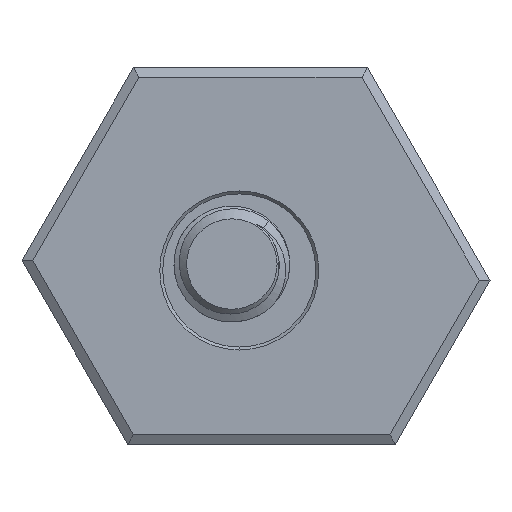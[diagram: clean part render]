
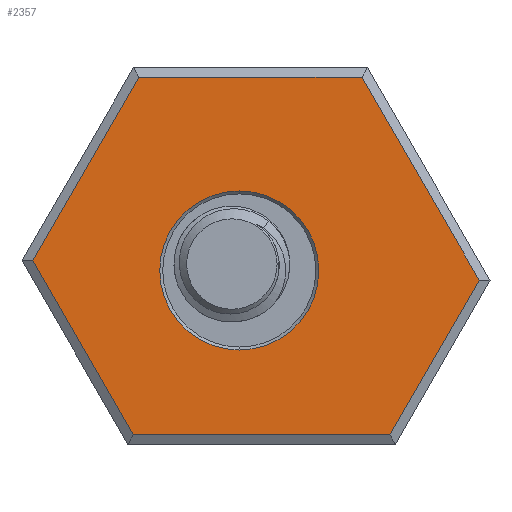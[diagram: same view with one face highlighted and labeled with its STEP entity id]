
A CAD part, front view. The second image highlights one B-rep face of the part: STEP entity #2357.
In plain terms, the highlighted planar face has unit normal (0, -1, 0).
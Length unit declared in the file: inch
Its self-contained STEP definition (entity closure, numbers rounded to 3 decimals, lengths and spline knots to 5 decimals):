
#7 = CIRCLE ( 'NONE', #8504, 0.3245 ) ;
#514 = CARTESIAN_POINT ( 'NONE',  ( 0.22281, 0., -1.34911 ) ) ;
#575 = EDGE_CURVE ( 'NONE', #7897, #7930, #4257, .T. ) ;
#1103 = FACE_BOUND ( 'NONE', #9116, .T. ) ;
#1225 = CARTESIAN_POINT ( 'NONE',  ( 0., 0., 0. ) ) ;
#1417 = VERTEX_POINT ( 'NONE', #4063 ) ;
#1545 = CARTESIAN_POINT ( 'NONE',  ( 0., 0., 0.3245 ) ) ;
#1631 = LINE ( 'NONE', #5427, #7463 ) ;
#2207 = ORIENTED_EDGE ( 'NONE', *, *, #2237, .T. ) ;
#2237 = EDGE_CURVE ( 'NONE', #7930, #2804, #4594, .T. ) ;
#2357 = ADVANCED_FACE ( 'NONE', ( #8763, #1103 ), #5084, .T. ) ;
#2413 = ORIENTED_EDGE ( 'NONE', *, *, #9679, .T. ) ;
#2645 = DIRECTION ( 'NONE',  ( 0., 0., -1. ) ) ;
#2804 = VERTEX_POINT ( 'NONE', #7335 ) ;
#2817 = VERTEX_POINT ( 'NONE', #12023 ) ;
#2881 = DIRECTION ( 'NONE',  ( 0., 0., -1. ) ) ;
#3498 = DIRECTION ( 'NONE',  ( 0.5, 0., 0.866 ) ) ;
#3647 = DIRECTION ( 'NONE',  ( -0.5, 0., 0.866 ) ) ;
#3759 = VERTEX_POINT ( 'NONE', #1545 ) ;
#3881 = VECTOR ( 'NONE', #11017, 39.37008 ) ;
#4063 = CARTESIAN_POINT ( 'NONE',  ( -0.40994, 0., 0.78877 ) ) ;
#4115 = DIRECTION ( 'NONE',  ( -0.5, 0., 0.866 ) ) ;
#4257 = LINE ( 'NONE', #514, #11148 ) ;
#4260 = AXIS2_PLACEMENT_3D ( 'NONE', #11309, #5792, #2645 ) ;
#4435 = EDGE_LOOP ( 'NONE', ( #2207, #4794, #12061, #7945, #7818, #11463 ) ) ;
#4594 = LINE ( 'NONE', #7614, #11732 ) ;
#4640 = EDGE_CURVE ( 'NONE', #7897, #2817, #8178, .T. ) ;
#4794 = ORIENTED_EDGE ( 'NONE', *, *, #8709, .T. ) ;
#4837 = DIRECTION ( 'NONE',  ( 0., -1., 0. ) ) ;
#5084 = PLANE ( 'NONE',  #5272 ) ;
#5180 = VECTOR ( 'NONE', #4115, 39.37008 ) ;
#5272 = AXIS2_PLACEMENT_3D ( 'NONE', #1225, #4837, #2881 ) ;
#5379 = EDGE_CURVE ( 'NONE', #2817, #11624, #10811, .T. ) ;
#5427 = CARTESIAN_POINT ( 'NONE',  ( 0., 0., 0.78877 ) ) ;
#5792 = DIRECTION ( 'NONE',  ( 0., 1., 0. ) ) ;
#5943 = CARTESIAN_POINT ( 'NONE',  ( -0.05233, 0., -1.32943 ) ) ;
#5954 = DIRECTION ( 'NONE',  ( 0., 0., -1. ) ) ;
#7335 = CARTESIAN_POINT ( 'NONE',  ( 0.50086, 0., 0.78877 ) ) ;
#7463 = VECTOR ( 'NONE', #10052, 39.37008 ) ;
#7469 = DIRECTION ( 'NONE',  ( 0.5, 0., 0.866 ) ) ;
#7614 = CARTESIAN_POINT ( 'NONE',  ( 1.27977, 0., -0.56034 ) ) ;
#7818 = ORIENTED_EDGE ( 'NONE', *, *, #4640, .F. ) ;
#7897 = VERTEX_POINT ( 'NONE', #9106 ) ;
#7930 = VERTEX_POINT ( 'NONE', #10115 ) ;
#7945 = ORIENTED_EDGE ( 'NONE', *, *, #5379, .F. ) ;
#8178 = LINE ( 'NONE', #12037, #3881 ) ;
#8504 = AXIS2_PLACEMENT_3D ( 'NONE', #9754, #9690, #5954 ) ;
#8616 = CARTESIAN_POINT ( 'NONE',  ( -1.17748, 0., -0.54065 ) ) ;
#8709 = EDGE_CURVE ( 'NONE', #2804, #1417, #1631, .T. ) ;
#8763 = FACE_OUTER_BOUND ( 'NONE', #4435, .T. ) ;
#8857 = ORIENTED_EDGE ( 'NONE', *, *, #10671, .T. ) ;
#9106 = CARTESIAN_POINT ( 'NONE',  ( 0.61451, 0., -0.67066 ) ) ;
#9116 = EDGE_LOOP ( 'NONE', ( #2413, #8857 ) ) ;
#9289 = CARTESIAN_POINT ( 'NONE',  ( 0., 0., -0.3245 ) ) ;
#9507 = LINE ( 'NONE', #8616, #11332 ) ;
#9679 = EDGE_CURVE ( 'NONE', #11565, #3759, #9703, .T. ) ;
#9690 = DIRECTION ( 'NONE',  ( 0., 1., 0. ) ) ;
#9703 = CIRCLE ( 'NONE', #4260, 0.3245 ) ;
#9754 = CARTESIAN_POINT ( 'NONE',  ( 0., 0., 0. ) ) ;
#10052 = DIRECTION ( 'NONE',  ( -1., 0., 0. ) ) ;
#10115 = CARTESIAN_POINT ( 'NONE',  ( 0.97899, 0., -0.03937 ) ) ;
#10301 = CARTESIAN_POINT ( 'NONE',  ( -0.8426, 0., 0.03937 ) ) ;
#10550 = EDGE_CURVE ( 'NONE', #11624, #1417, #9507, .T. ) ;
#10671 = EDGE_CURVE ( 'NONE', #3759, #11565, #7, .T. ) ;
#10811 = LINE ( 'NONE', #5943, #5180 ) ;
#11017 = DIRECTION ( 'NONE',  ( -1., 0., 0. ) ) ;
#11148 = VECTOR ( 'NONE', #3498, 39.37008 ) ;
#11309 = CARTESIAN_POINT ( 'NONE',  ( 0., 0., 0. ) ) ;
#11332 = VECTOR ( 'NONE', #7469, 39.37008 ) ;
#11463 = ORIENTED_EDGE ( 'NONE', *, *, #575, .T. ) ;
#11565 = VERTEX_POINT ( 'NONE', #9289 ) ;
#11624 = VERTEX_POINT ( 'NONE', #10301 ) ;
#11732 = VECTOR ( 'NONE', #3647, 39.37008 ) ;
#12023 = CARTESIAN_POINT ( 'NONE',  ( -0.43267, 0., -0.67066 ) ) ;
#12037 = CARTESIAN_POINT ( 'NONE',  ( 0., 0., -0.67066 ) ) ;
#12061 = ORIENTED_EDGE ( 'NONE', *, *, #10550, .F. ) ;
